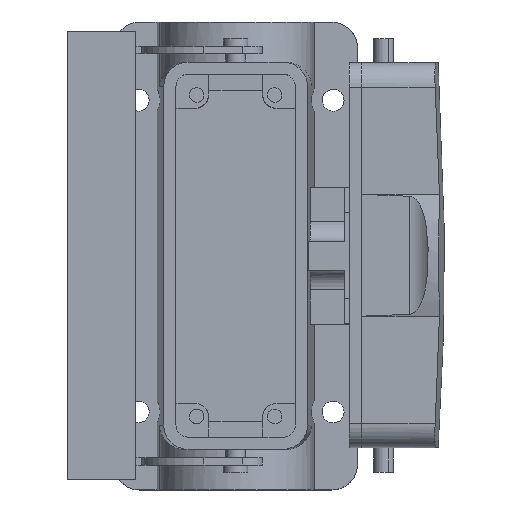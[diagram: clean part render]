
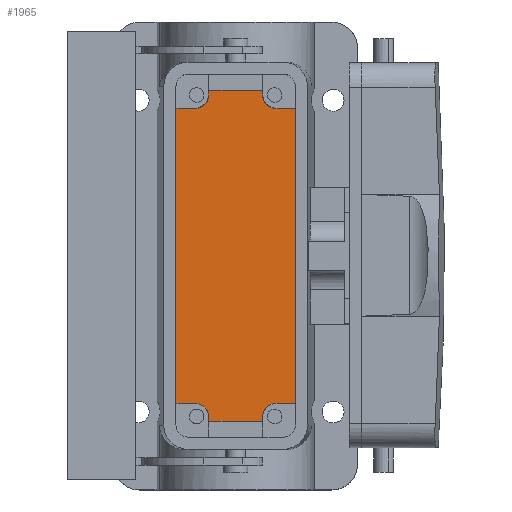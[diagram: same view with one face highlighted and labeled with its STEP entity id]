
A CAD part, top view. The second image highlights one B-rep face of the part: STEP entity #1965.
In plain terms, the highlighted planar face has unit normal (0, 0, 1).
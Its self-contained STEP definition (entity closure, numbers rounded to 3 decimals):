
#367=AXIS2_PLACEMENT_3D('Circle Axis2P3D',#365,#366,$) ;
#466=AXIS2_PLACEMENT_3D('Circle Axis2P3D',#464,#465,$) ;
#1877=AXIS2_PLACEMENT_3D('Plane Axis2P3D',#1874,#1875,#1876) ;
#1895=AXIS2_PLACEMENT_3D('Circle Axis2P3D',#1893,#1894,$) ;
#1923=AXIS2_PLACEMENT_3D('Circle Axis2P3D',#1921,#1922,$) ;
#362=CARTESIAN_POINT('Vertex',(26.,78.25,4.5)) ;
#365=CARTESIAN_POINT('Axis2P3D Location',(26.,81.25,4.5)) ;
#369=CARTESIAN_POINT('Vertex',(29.,81.25,4.5)) ;
#392=CARTESIAN_POINT('Line Origine',(29.,81.625,4.5)) ;
#396=CARTESIAN_POINT('Vertex',(29.,82.,4.5)) ;
#416=CARTESIAN_POINT('Line Origine',(34.5,82.,4.5)) ;
#420=CARTESIAN_POINT('Vertex',(40.,82.,4.5)) ;
#440=CARTESIAN_POINT('Line Origine',(40.,81.625,4.5)) ;
#444=CARTESIAN_POINT('Vertex',(40.,81.25,4.5)) ;
#464=CARTESIAN_POINT('Axis2P3D Location',(43.,81.25,4.5)) ;
#468=CARTESIAN_POINT('Vertex',(43.,78.25,4.5)) ;
#1859=CARTESIAN_POINT('Vertex',(22.25,78.25,4.5)) ;
#1862=CARTESIAN_POINT('Line Origine',(24.125,78.25,4.5)) ;
#1874=CARTESIAN_POINT('Axis2P3D Location',(34.5,48.,4.5)) ;
#1879=CARTESIAN_POINT('Line Origine',(22.25,48.,4.5)) ;
#1883=CARTESIAN_POINT('Vertex',(22.25,17.75,4.5)) ;
#1886=CARTESIAN_POINT('Line Origine',(24.125,17.75,4.5)) ;
#1890=CARTESIAN_POINT('Vertex',(26.,17.75,4.5)) ;
#1893=CARTESIAN_POINT('Axis2P3D Location',(26.,14.75,4.5)) ;
#1897=CARTESIAN_POINT('Vertex',(29.,14.75,4.5)) ;
#1900=CARTESIAN_POINT('Line Origine',(29.,14.375,4.5)) ;
#1904=CARTESIAN_POINT('Vertex',(29.,14.,4.5)) ;
#1907=CARTESIAN_POINT('Line Origine',(34.5,14.,4.5)) ;
#1911=CARTESIAN_POINT('Vertex',(40.,14.,4.5)) ;
#1914=CARTESIAN_POINT('Line Origine',(40.,14.375,4.5)) ;
#1918=CARTESIAN_POINT('Vertex',(40.,14.75,4.5)) ;
#1921=CARTESIAN_POINT('Axis2P3D Location',(43.,14.75,4.5)) ;
#1925=CARTESIAN_POINT('Vertex',(43.,17.75,4.5)) ;
#1928=CARTESIAN_POINT('Line Origine',(44.875,17.75,4.5)) ;
#1932=CARTESIAN_POINT('Vertex',(46.75,17.75,4.5)) ;
#1935=CARTESIAN_POINT('Line Origine',(46.75,48.,4.5)) ;
#1939=CARTESIAN_POINT('Vertex',(46.75,78.25,4.5)) ;
#1942=CARTESIAN_POINT('Line Origine',(44.875,78.25,4.5)) ;
#366=DIRECTION('Axis2P3D Direction',(0.,0.,-1.)) ;
#393=DIRECTION('Vector Direction',(0.,1.,0.)) ;
#417=DIRECTION('Vector Direction',(-1.,0.,0.)) ;
#441=DIRECTION('Vector Direction',(0.,1.,0.)) ;
#465=DIRECTION('Axis2P3D Direction',(0.,-0.,-1.)) ;
#1863=DIRECTION('Vector Direction',(-1.,0.,0.)) ;
#1875=DIRECTION('Axis2P3D Direction',(-0.,0.,1.)) ;
#1876=DIRECTION('Axis2P3D XDirection',(0.,-1.,0.)) ;
#1880=DIRECTION('Vector Direction',(0.,1.,0.)) ;
#1887=DIRECTION('Vector Direction',(-1.,0.,0.)) ;
#1894=DIRECTION('Axis2P3D Direction',(-0.,0.,1.)) ;
#1901=DIRECTION('Vector Direction',(0.,-1.,0.)) ;
#1908=DIRECTION('Vector Direction',(-1.,0.,0.)) ;
#1915=DIRECTION('Vector Direction',(0.,-1.,0.)) ;
#1922=DIRECTION('Axis2P3D Direction',(-0.,0.,1.)) ;
#1929=DIRECTION('Vector Direction',(1.,0.,0.)) ;
#1936=DIRECTION('Vector Direction',(0.,-1.,0.)) ;
#1943=DIRECTION('Vector Direction',(1.,0.,0.)) ;
#394=VECTOR('Line Direction',#393,1.) ;
#418=VECTOR('Line Direction',#417,1.) ;
#442=VECTOR('Line Direction',#441,1.) ;
#1864=VECTOR('Line Direction',#1863,1.) ;
#1881=VECTOR('Line Direction',#1880,1.) ;
#1888=VECTOR('Line Direction',#1887,1.) ;
#1902=VECTOR('Line Direction',#1901,1.) ;
#1909=VECTOR('Line Direction',#1908,1.) ;
#1916=VECTOR('Line Direction',#1915,1.) ;
#1930=VECTOR('Line Direction',#1929,1.) ;
#1937=VECTOR('Line Direction',#1936,1.) ;
#1944=VECTOR('Line Direction',#1943,1.) ;
#1948=ORIENTED_EDGE('',*,*,#398,.F.) ;
#1949=ORIENTED_EDGE('',*,*,#371,.F.) ;
#1950=ORIENTED_EDGE('',*,*,#1866,.T.) ;
#1951=ORIENTED_EDGE('',*,*,#1885,.T.) ;
#1952=ORIENTED_EDGE('',*,*,#1892,.F.) ;
#1953=ORIENTED_EDGE('',*,*,#1899,.F.) ;
#1954=ORIENTED_EDGE('',*,*,#1906,.T.) ;
#1955=ORIENTED_EDGE('',*,*,#1913,.F.) ;
#1956=ORIENTED_EDGE('',*,*,#1920,.F.) ;
#1957=ORIENTED_EDGE('',*,*,#1927,.F.) ;
#1958=ORIENTED_EDGE('',*,*,#1934,.T.) ;
#1959=ORIENTED_EDGE('',*,*,#1941,.T.) ;
#1960=ORIENTED_EDGE('',*,*,#1946,.F.) ;
#1961=ORIENTED_EDGE('',*,*,#470,.F.) ;
#1962=ORIENTED_EDGE('',*,*,#446,.T.) ;
#1963=ORIENTED_EDGE('',*,*,#422,.T.) ;
#1965=ADVANCED_FACE('Housing',(#1964),#1878,.T.) ;
#368=CIRCLE('generated circle',#367,3.) ;
#467=CIRCLE('generated circle',#466,3.) ;
#1896=CIRCLE('generated circle',#1895,3.) ;
#1924=CIRCLE('generated circle',#1923,3.) ;
#371=EDGE_CURVE('',#363,#370,#368,.F.) ;
#398=EDGE_CURVE('',#370,#397,#395,.T.) ;
#422=EDGE_CURVE('',#421,#397,#419,.T.) ;
#446=EDGE_CURVE('',#445,#421,#443,.T.) ;
#470=EDGE_CURVE('',#445,#469,#467,.F.) ;
#1866=EDGE_CURVE('',#363,#1860,#1865,.T.) ;
#1885=EDGE_CURVE('',#1860,#1884,#1882,.F.) ;
#1892=EDGE_CURVE('',#1891,#1884,#1889,.T.) ;
#1899=EDGE_CURVE('',#1898,#1891,#1896,.T.) ;
#1906=EDGE_CURVE('',#1898,#1905,#1903,.T.) ;
#1913=EDGE_CURVE('',#1912,#1905,#1910,.T.) ;
#1920=EDGE_CURVE('',#1919,#1912,#1917,.T.) ;
#1927=EDGE_CURVE('',#1926,#1919,#1924,.T.) ;
#1934=EDGE_CURVE('',#1926,#1933,#1931,.T.) ;
#1941=EDGE_CURVE('',#1933,#1940,#1938,.F.) ;
#1946=EDGE_CURVE('',#469,#1940,#1945,.T.) ;
#1947=EDGE_LOOP('',(#1948,#1949,#1950,#1951,#1952,#1953,#1954,#1955,#1956,#1957,#1958,#1959,#1960,#1961,#1962,#1963)) ;
#1964=FACE_OUTER_BOUND('',#1947,.T.) ;
#395=LINE('Line',#392,#394) ;
#419=LINE('Line',#416,#418) ;
#443=LINE('Line',#440,#442) ;
#1865=LINE('Line',#1862,#1864) ;
#1882=LINE('Line',#1879,#1881) ;
#1889=LINE('Line',#1886,#1888) ;
#1903=LINE('Line',#1900,#1902) ;
#1910=LINE('Line',#1907,#1909) ;
#1917=LINE('Line',#1914,#1916) ;
#1931=LINE('Line',#1928,#1930) ;
#1938=LINE('Line',#1935,#1937) ;
#1945=LINE('Line',#1942,#1944) ;
#1878=PLANE('',#1877) ;
#363=VERTEX_POINT('',#362) ;
#370=VERTEX_POINT('',#369) ;
#397=VERTEX_POINT('',#396) ;
#421=VERTEX_POINT('',#420) ;
#445=VERTEX_POINT('',#444) ;
#469=VERTEX_POINT('',#468) ;
#1860=VERTEX_POINT('',#1859) ;
#1884=VERTEX_POINT('',#1883) ;
#1891=VERTEX_POINT('',#1890) ;
#1898=VERTEX_POINT('',#1897) ;
#1905=VERTEX_POINT('',#1904) ;
#1912=VERTEX_POINT('',#1911) ;
#1919=VERTEX_POINT('',#1918) ;
#1926=VERTEX_POINT('',#1925) ;
#1933=VERTEX_POINT('',#1932) ;
#1940=VERTEX_POINT('',#1939) ;
